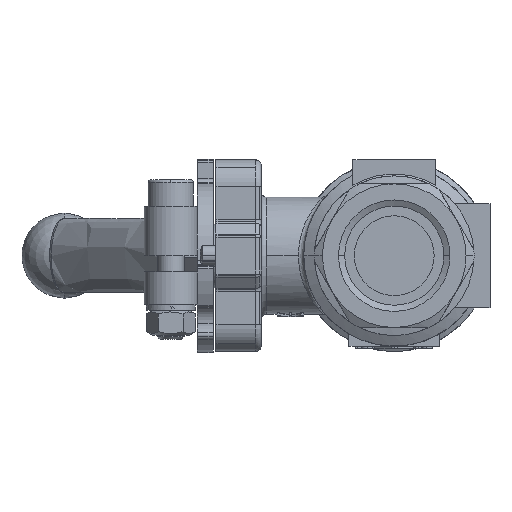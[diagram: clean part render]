
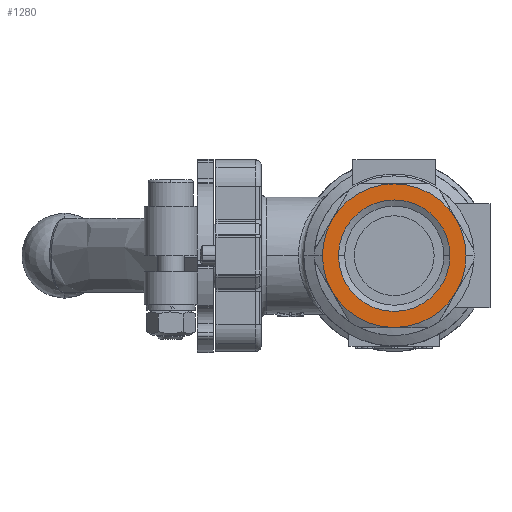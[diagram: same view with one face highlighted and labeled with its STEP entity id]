
A CAD part, left-side view. The second image highlights one B-rep face of the part: STEP entity #1280.
In plain terms, the highlighted planar face has unit normal (-1, 0, 0).
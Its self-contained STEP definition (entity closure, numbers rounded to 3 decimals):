
#1280=ADVANCED_FACE('',(#2930,#2931),#2932,.T.);
#2930=FACE_OUTER_BOUND('',#5384,.T.);
#2931=FACE_BOUND('',#5385,.T.);
#2932=PLANE('',#5386);
#5384=EDGE_LOOP('',(#10259,#10260,#10261,#10262,#10263,#10264,#10265,#10266));
#5385=EDGE_LOOP('',(#10267,#10268));
#5386=AXIS2_PLACEMENT_3D('',#10269,#10270,#10271);
#10259=ORIENTED_EDGE('',*,*,#14738,.T.);
#10260=ORIENTED_EDGE('',*,*,#13699,.T.);
#10261=ORIENTED_EDGE('',*,*,#14739,.T.);
#10262=ORIENTED_EDGE('',*,*,#14740,.T.);
#10263=ORIENTED_EDGE('',*,*,#14741,.T.);
#10264=ORIENTED_EDGE('',*,*,#14742,.T.);
#10265=ORIENTED_EDGE('',*,*,#13705,.T.);
#10266=ORIENTED_EDGE('',*,*,#14743,.T.);
#10267=ORIENTED_EDGE('',*,*,#14734,.F.);
#10268=ORIENTED_EDGE('',*,*,#13889,.F.);
#10269=CARTESIAN_POINT('',(-37.5,-6.75,0.0));
#10270=DIRECTION('',(-1.0,0.0,0.0));
#10271=DIRECTION('',(0.0,0.0,1.0));
#13699=EDGE_CURVE('',#16054,#16051,#16055,.T.);
#13705=EDGE_CURVE('',#16060,#16062,#16064,.T.);
#13889=EDGE_CURVE('',#16391,#16393,#16394,.T.);
#14734=EDGE_CURVE('',#16393,#16391,#17642,.T.);
#14738=EDGE_CURVE('',#17646,#16054,#17647,.T.);
#14739=EDGE_CURVE('',#16051,#17648,#17649,.T.);
#14740=EDGE_CURVE('',#17648,#17650,#17651,.T.);
#14741=EDGE_CURVE('',#17650,#17652,#17653,.T.);
#14742=EDGE_CURVE('',#17652,#16060,#17654,.T.);
#14743=EDGE_CURVE('',#16062,#17646,#17655,.T.);
#16051=VERTEX_POINT('',#19501);
#16054=VERTEX_POINT('',#19505);
#16055=CIRCLE('',#19506,13.5);
#16060=VERTEX_POINT('',#19520);
#16062=VERTEX_POINT('',#19523);
#16064=CIRCLE('',#19534,13.5);
#16391=VERTEX_POINT('',#20095);
#16393=VERTEX_POINT('',#20098);
#16394=CIRCLE('',#20099,10.475);
#17642=CIRCLE('',#22370,10.475);
#17646=VERTEX_POINT('',#22374);
#17647=CIRCLE('',#22375,13.5);
#17648=VERTEX_POINT('',#22376);
#17649=CIRCLE('',#22377,13.5);
#17650=VERTEX_POINT('',#22378);
#17651=CIRCLE('',#22379,13.5);
#17652=VERTEX_POINT('',#22380);
#17653=CIRCLE('',#22381,13.5);
#17654=CIRCLE('',#22382,13.5);
#17655=CIRCLE('',#22383,13.5);
#19501=CARTESIAN_POINT('',(-37.5,13.5,0.));
#19505=CARTESIAN_POINT('',(-37.5,11.691,6.75));
#19506=AXIS2_PLACEMENT_3D('',#27429,#27430,#27431);
#19520=CARTESIAN_POINT('',(-37.5,-13.5,0.));
#19523=CARTESIAN_POINT('',(-37.5,-11.691,6.75));
#19534=AXIS2_PLACEMENT_3D('',#27436,#27437,#27438);
#20095=CARTESIAN_POINT('',(-37.5,10.475,0.));
#20098=CARTESIAN_POINT('',(-37.5,-10.475,0.));
#20099=AXIS2_PLACEMENT_3D('',#27715,#27716,#27717);
#22370=AXIS2_PLACEMENT_3D('',#28332,#28333,#28334);
#22374=CARTESIAN_POINT('',(-37.5,0.,13.5));
#22375=AXIS2_PLACEMENT_3D('',#28338,#28339,#28340);
#22376=CARTESIAN_POINT('',(-37.5,11.691,-6.75));
#22377=AXIS2_PLACEMENT_3D('',#28341,#28342,#28343);
#22378=CARTESIAN_POINT('',(-37.5,0.,-13.5));
#22379=AXIS2_PLACEMENT_3D('',#28344,#28345,#28346);
#22380=CARTESIAN_POINT('',(-37.5,-11.691,-6.75));
#22381=AXIS2_PLACEMENT_3D('',#28347,#28348,#28349);
#22382=AXIS2_PLACEMENT_3D('',#28350,#28351,#28352);
#22383=AXIS2_PLACEMENT_3D('',#28353,#28354,#28355);
#27429=CARTESIAN_POINT('',(-37.5,0.0,0.0));
#27430=DIRECTION('',(-1.0,0.0,0.0));
#27431=DIRECTION('',(0.0,1.0,0.0));
#27436=CARTESIAN_POINT('',(-37.5,0.0,0.0));
#27437=DIRECTION('',(-1.0,0.0,0.0));
#27438=DIRECTION('',(0.0,1.0,0.0));
#27715=CARTESIAN_POINT('',(-37.5,0.0,0.0));
#27716=DIRECTION('',(-1.0,0.0,0.0));
#27717=DIRECTION('',(0.0,1.0,0.0));
#28332=CARTESIAN_POINT('',(-37.5,0.0,0.0));
#28333=DIRECTION('',(-1.0,0.0,0.0));
#28334=DIRECTION('',(0.0,1.0,0.0));
#28338=CARTESIAN_POINT('',(-37.5,0.0,0.0));
#28339=DIRECTION('',(-1.0,0.0,0.0));
#28340=DIRECTION('',(0.0,1.0,0.0));
#28341=CARTESIAN_POINT('',(-37.5,0.0,0.0));
#28342=DIRECTION('',(-1.0,0.0,0.0));
#28343=DIRECTION('',(0.0,1.0,0.0));
#28344=CARTESIAN_POINT('',(-37.5,0.0,0.0));
#28345=DIRECTION('',(-1.0,0.0,0.0));
#28346=DIRECTION('',(0.0,1.0,0.0));
#28347=CARTESIAN_POINT('',(-37.5,0.0,0.0));
#28348=DIRECTION('',(-1.0,0.0,0.0));
#28349=DIRECTION('',(0.0,1.0,0.0));
#28350=CARTESIAN_POINT('',(-37.5,0.0,0.0));
#28351=DIRECTION('',(-1.0,0.0,0.0));
#28352=DIRECTION('',(0.0,1.0,0.0));
#28353=CARTESIAN_POINT('',(-37.5,0.0,0.0));
#28354=DIRECTION('',(-1.0,0.0,0.0));
#28355=DIRECTION('',(0.0,1.0,0.0));
